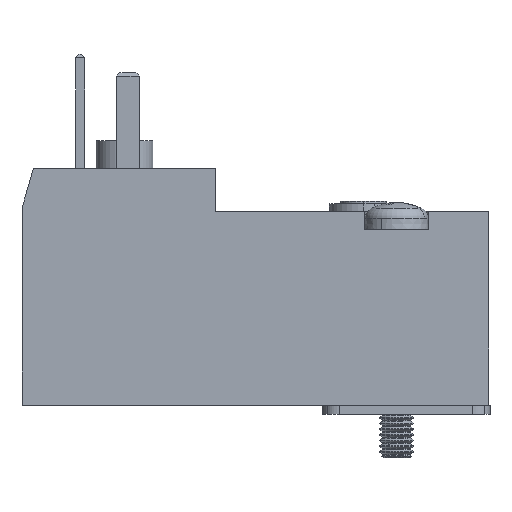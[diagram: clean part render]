
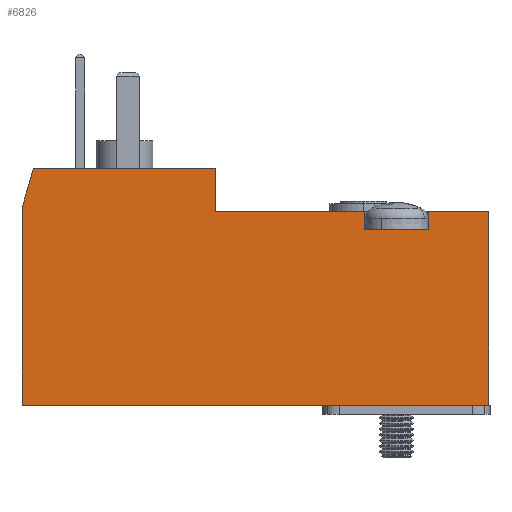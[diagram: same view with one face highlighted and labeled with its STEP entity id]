
A CAD part, left-side view. The second image highlights one B-rep face of the part: STEP entity #6826.
In plain terms, the highlighted planar face has unit normal (-1, 0, 0).
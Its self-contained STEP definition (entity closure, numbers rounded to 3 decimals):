
#3589=CARTESIAN_POINT('',(-7.65,-12.4,6.9));
#3590=VERTEX_POINT('',#3589);
#5642=CARTESIAN_POINT('',(-7.65,-20.5,-8.5));
#5643=VERTEX_POINT('',#5642);
#5650=CARTESIAN_POINT('',(-7.65,20.5,-8.5));
#5651=VERTEX_POINT('',#5650);
#5652=CARTESIAN_POINT('',(-7.65,20.5,-8.5));
#5653=DIRECTION('',(0.0,-1.0,0.0));
#5654=VECTOR('',#5653,41.0);
#5655=LINE('',#5652,#5654);
#5656=EDGE_CURVE('',#5651,#5643,#5655,.T.);
#5738=CARTESIAN_POINT('',(-7.65,-20.5,8.5));
#5739=VERTEX_POINT('',#5738);
#5746=CARTESIAN_POINT('',(-7.65,-20.5,-8.5));
#5747=DIRECTION('',(0.0,0.0,1.0));
#5748=VECTOR('',#5747,17.0);
#5749=LINE('',#5746,#5748);
#5750=EDGE_CURVE('',#5643,#5739,#5749,.T.);
#5880=CARTESIAN_POINT('',(-7.65,3.5,8.5));
#5881=VERTEX_POINT('',#5880);
#5888=CARTESIAN_POINT('',(-7.65,-9.6,8.5));
#5889=VERTEX_POINT('',#5888);
#5890=CARTESIAN_POINT('',(-7.65,-9.6,8.5));
#5891=DIRECTION('',(0.0,1.0,0.0));
#5892=VECTOR('',#5891,13.1);
#5893=LINE('',#5890,#5892);
#5894=EDGE_CURVE('',#5889,#5881,#5893,.T.);
#5910=CARTESIAN_POINT('',(-7.65,19.5,12.3));
#5911=VERTEX_POINT('',#5910);
#5918=CARTESIAN_POINT('',(-7.65,3.5,12.3));
#5919=VERTEX_POINT('',#5918);
#5920=CARTESIAN_POINT('',(-7.65,3.5,12.3));
#5921=DIRECTION('',(0.0,1.0,0.0));
#5922=VECTOR('',#5921,16.);
#5923=LINE('',#5920,#5922);
#5924=EDGE_CURVE('',#5919,#5911,#5923,.T.);
#6054=CARTESIAN_POINT('',(-7.65,3.5,8.5));
#6055=DIRECTION('',(0.0,0.0,1.0));
#6056=VECTOR('',#6055,3.8);
#6057=LINE('',#6054,#6056);
#6058=EDGE_CURVE('',#5881,#5919,#6057,.T.);
#6752=CARTESIAN_POINT('',(-7.65,20.5,8.8));
#6753=VERTEX_POINT('',#6752);
#6762=CARTESIAN_POINT('',(-7.65,20.5,-8.5));
#6763=DIRECTION('',(0.0,0.0,1.0));
#6764=VECTOR('',#6763,17.3);
#6765=LINE('',#6762,#6764);
#6766=EDGE_CURVE('',#5651,#6753,#6765,.T.);
#6771=CARTESIAN_POINT('',(-7.65,-20.5,-8.5));
#6772=DIRECTION('',(-1.0,0.0,0.0));
#6773=DIRECTION('',(0.0,0.0,1.0));
#6774=AXIS2_PLACEMENT_3D('',#6771,#6772,#6773);
#6775=PLANE('',#6774);
#6776=CARTESIAN_POINT('',(-7.65,-9.6,6.9));
#6777=VERTEX_POINT('',#6776);
#6778=CARTESIAN_POINT('',(-7.65,-9.6,6.9));
#6779=DIRECTION('',(0.0,0.0,1.0));
#6780=VECTOR('',#6779,1.6);
#6781=LINE('',#6778,#6780);
#6782=EDGE_CURVE('',#6777,#5889,#6781,.T.);
#6783=ORIENTED_EDGE('',*,*,#6782,.T.);
#6784=ORIENTED_EDGE('',*,*,#5894,.T.);
#6785=ORIENTED_EDGE('',*,*,#6058,.T.);
#6786=ORIENTED_EDGE('',*,*,#5924,.T.);
#6787=CARTESIAN_POINT('',(-7.65,20.5,8.8));
#6788=DIRECTION('',(0.,-0.275,0.962));
#6789=VECTOR('',#6788,3.64);
#6790=LINE('',#6787,#6789);
#6791=EDGE_CURVE('',#6753,#5911,#6790,.T.);
#6792=ORIENTED_EDGE('',*,*,#6791,.F.);
#6793=ORIENTED_EDGE('',*,*,#6766,.F.);
#6794=ORIENTED_EDGE('',*,*,#5656,.T.);
#6795=ORIENTED_EDGE('',*,*,#5750,.T.);
#6796=CARTESIAN_POINT('',(-7.65,-15.2,8.5));
#6797=VERTEX_POINT('',#6796);
#6798=CARTESIAN_POINT('',(-7.65,-20.5,8.5));
#6799=DIRECTION('',(0.0,1.0,0.0));
#6800=VECTOR('',#6799,5.3);
#6801=LINE('',#6798,#6800);
#6802=EDGE_CURVE('',#5739,#6797,#6801,.T.);
#6803=ORIENTED_EDGE('',*,*,#6802,.T.);
#6804=CARTESIAN_POINT('',(-7.65,-15.2,6.9));
#6805=VERTEX_POINT('',#6804);
#6806=CARTESIAN_POINT('',(-7.65,-15.2,8.5));
#6807=DIRECTION('',(0.0,0.0,-1.0));
#6808=VECTOR('',#6807,1.6);
#6809=LINE('',#6806,#6808);
#6810=EDGE_CURVE('',#6797,#6805,#6809,.T.);
#6811=ORIENTED_EDGE('',*,*,#6810,.T.);
#6812=CARTESIAN_POINT('',(-7.65,-15.2,6.9));
#6813=DIRECTION('',(0.0,1.0,0.0));
#6814=VECTOR('',#6813,2.8);
#6815=LINE('',#6812,#6814);
#6816=EDGE_CURVE('',#6805,#3590,#6815,.T.);
#6817=ORIENTED_EDGE('',*,*,#6816,.T.);
#6818=CARTESIAN_POINT('',(-7.65,-12.4,6.9));
#6819=DIRECTION('',(0.0,1.0,0.0));
#6820=VECTOR('',#6819,2.8);
#6821=LINE('',#6818,#6820);
#6822=EDGE_CURVE('',#3590,#6777,#6821,.T.);
#6823=ORIENTED_EDGE('',*,*,#6822,.T.);
#6824=EDGE_LOOP('',(#6783,#6784,#6785,#6786,#6792,#6793,#6794,#6795,#6803,#6811,#6817,#6823));
#6825=FACE_OUTER_BOUND('',#6824,.T.);
#6826=ADVANCED_FACE('',(#6825),#6775,.T.);
